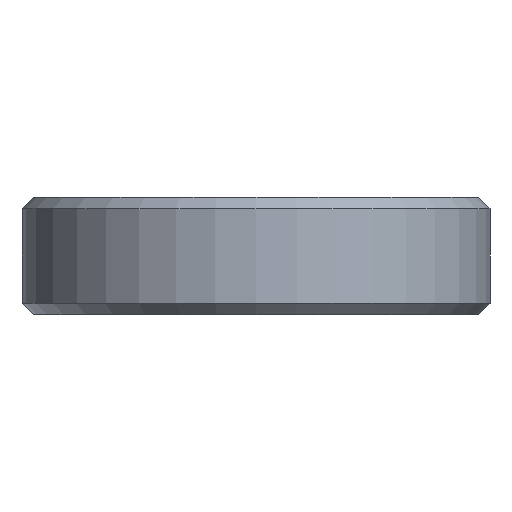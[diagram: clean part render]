
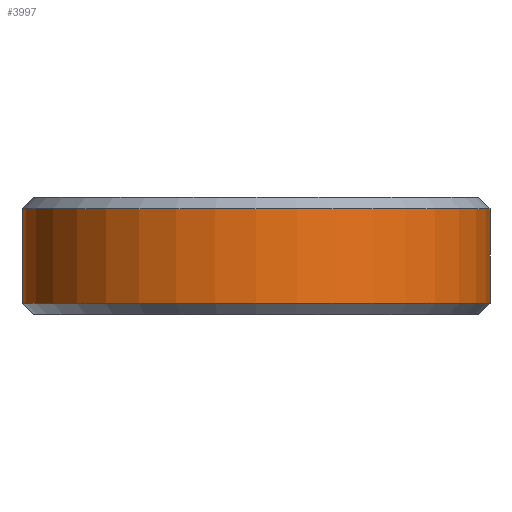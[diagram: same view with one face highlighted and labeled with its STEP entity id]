
A CAD part, left-side view. The second image highlights one B-rep face of the part: STEP entity #3997.
In plain terms, the highlighted cylindrical face has radius 6.25 mm (diameter 12.5 mm), a partial arc.
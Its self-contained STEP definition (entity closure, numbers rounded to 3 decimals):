
#972 = CONICAL_SURFACE('',#973,6.25,0.785);
#973 = AXIS2_PLACEMENT_3D('',#974,#975,#976);
#974 = CARTESIAN_POINT('',(0.,0.,0.3));
#975 = DIRECTION('',(0.,0.,1.));
#976 = DIRECTION('',(0.,1.,0.));
#2013 = VERTEX_POINT('',#2014);
#2014 = CARTESIAN_POINT('',(0.,-6.25,0.3));
#2049 = PLANE('',#2050);
#2050 = AXIS2_PLACEMENT_3D('',#2051,#2052,#2053);
#2051 = CARTESIAN_POINT('',(137.5,-6.25,0.));
#2052 = DIRECTION('',(0.,-1.,0.));
#2053 = DIRECTION('',(-1.,0.,0.));
#2068 = VERTEX_POINT('',#2069);
#2069 = CARTESIAN_POINT('',(0.,6.25,0.3));
#2083 = PLANE('',#2084);
#2084 = AXIS2_PLACEMENT_3D('',#2085,#2086,#2087);
#2085 = CARTESIAN_POINT('',(137.5,6.25,0.));
#2086 = DIRECTION('',(0.,-1.,0.));
#2087 = DIRECTION('',(-1.,0.,0.));
#2120 = EDGE_CURVE('',#2068,#2013,#2121,.T.);
#2121 = SURFACE_CURVE('',#2122,(#2127,#2134),.PCURVE_S1.);
#2122 = CIRCLE('',#2123,6.25);
#2123 = AXIS2_PLACEMENT_3D('',#2124,#2125,#2126);
#2124 = CARTESIAN_POINT('',(0.,0.,0.3));
#2125 = DIRECTION('',(0.,-0.,1.));
#2126 = DIRECTION('',(0.,1.,0.));
#2127 = PCURVE('',#972,#2128);
#2128 = DEFINITIONAL_REPRESENTATION('',(#2129),#2133);
#2129 = LINE('',#2130,#2131);
#2130 = CARTESIAN_POINT('',(0.,-0.));
#2131 = VECTOR('',#2132,1.);
#2132 = DIRECTION('',(1.,-0.));
#2133 = ( GEOMETRIC_REPRESENTATION_CONTEXT(2) 
PARAMETRIC_REPRESENTATION_CONTEXT() REPRESENTATION_CONTEXT('2D SPACE',''
  ) );
#2134 = PCURVE('',#2135,#2140);
#2135 = CYLINDRICAL_SURFACE('',#2136,6.25);
#2136 = AXIS2_PLACEMENT_3D('',#2137,#2138,#2139);
#2137 = CARTESIAN_POINT('',(0.,0.,0.));
#2138 = DIRECTION('',(-0.,-0.,-1.));
#2139 = DIRECTION('',(1.,0.,0.));
#2140 = DEFINITIONAL_REPRESENTATION('',(#2141),#2145);
#2141 = LINE('',#2142,#2143);
#2142 = CARTESIAN_POINT('',(-1.571,-0.3));
#2143 = VECTOR('',#2144,1.);
#2144 = DIRECTION('',(-1.,0.));
#2145 = ( GEOMETRIC_REPRESENTATION_CONTEXT(2) 
PARAMETRIC_REPRESENTATION_CONTEXT() REPRESENTATION_CONTEXT('2D SPACE',''
  ) );
#3895 = VERTEX_POINT('',#3896);
#3896 = CARTESIAN_POINT('',(0.,-6.25,2.825));
#3922 = EDGE_CURVE('',#2013,#3895,#3923,.T.);
#3923 = SURFACE_CURVE('',#3924,(#3928,#3935),.PCURVE_S1.);
#3924 = LINE('',#3925,#3926);
#3925 = CARTESIAN_POINT('',(0.,-6.25,0.));
#3926 = VECTOR('',#3927,1.);
#3927 = DIRECTION('',(0.,0.,1.));
#3928 = PCURVE('',#2049,#3929);
#3929 = DEFINITIONAL_REPRESENTATION('',(#3930),#3934);
#3930 = LINE('',#3931,#3932);
#3931 = CARTESIAN_POINT('',(137.5,0.));
#3932 = VECTOR('',#3933,1.);
#3933 = DIRECTION('',(0.,-1.));
#3934 = ( GEOMETRIC_REPRESENTATION_CONTEXT(2) 
PARAMETRIC_REPRESENTATION_CONTEXT() REPRESENTATION_CONTEXT('2D SPACE',''
  ) );
#3935 = PCURVE('',#2135,#3936);
#3936 = DEFINITIONAL_REPRESENTATION('',(#3937),#3941);
#3937 = LINE('',#3938,#3939);
#3938 = CARTESIAN_POINT('',(-4.712,0.));
#3939 = VECTOR('',#3940,1.);
#3940 = DIRECTION('',(-0.,-1.));
#3941 = ( GEOMETRIC_REPRESENTATION_CONTEXT(2) 
PARAMETRIC_REPRESENTATION_CONTEXT() REPRESENTATION_CONTEXT('2D SPACE',''
  ) );
#3949 = VERTEX_POINT('',#3950);
#3950 = CARTESIAN_POINT('',(0.,6.25,2.825));
#3976 = EDGE_CURVE('',#2068,#3949,#3977,.T.);
#3977 = SURFACE_CURVE('',#3978,(#3982,#3989),.PCURVE_S1.);
#3978 = LINE('',#3979,#3980);
#3979 = CARTESIAN_POINT('',(0.,6.25,0.));
#3980 = VECTOR('',#3981,1.);
#3981 = DIRECTION('',(0.,0.,1.));
#3982 = PCURVE('',#2083,#3983);
#3983 = DEFINITIONAL_REPRESENTATION('',(#3984),#3988);
#3984 = LINE('',#3985,#3986);
#3985 = CARTESIAN_POINT('',(137.5,0.));
#3986 = VECTOR('',#3987,1.);
#3987 = DIRECTION('',(0.,-1.));
#3988 = ( GEOMETRIC_REPRESENTATION_CONTEXT(2) 
PARAMETRIC_REPRESENTATION_CONTEXT() REPRESENTATION_CONTEXT('2D SPACE',''
  ) );
#3989 = PCURVE('',#2135,#3990);
#3990 = DEFINITIONAL_REPRESENTATION('',(#3991),#3995);
#3991 = LINE('',#3992,#3993);
#3992 = CARTESIAN_POINT('',(-1.571,0.));
#3993 = VECTOR('',#3994,1.);
#3994 = DIRECTION('',(-0.,-1.));
#3995 = ( GEOMETRIC_REPRESENTATION_CONTEXT(2) 
PARAMETRIC_REPRESENTATION_CONTEXT() REPRESENTATION_CONTEXT('2D SPACE',''
  ) );
#3997 = ADVANCED_FACE('',(#3998),#2135,.T.);
#3998 = FACE_BOUND('',#3999,.F.);
#3999 = EDGE_LOOP('',(#4000,#4001,#4028,#4029));
#4000 = ORIENTED_EDGE('',*,*,#3976,.T.);
#4001 = ORIENTED_EDGE('',*,*,#4002,.T.);
#4002 = EDGE_CURVE('',#3949,#3895,#4003,.T.);
#4003 = SURFACE_CURVE('',#4004,(#4009,#4016),.PCURVE_S1.);
#4004 = CIRCLE('',#4005,6.25);
#4005 = AXIS2_PLACEMENT_3D('',#4006,#4007,#4008);
#4006 = CARTESIAN_POINT('',(0.,0.,2.825));
#4007 = DIRECTION('',(0.,-0.,1.));
#4008 = DIRECTION('',(0.,1.,0.));
#4009 = PCURVE('',#2135,#4010);
#4010 = DEFINITIONAL_REPRESENTATION('',(#4011),#4015);
#4011 = LINE('',#4012,#4013);
#4012 = CARTESIAN_POINT('',(-1.571,-2.825));
#4013 = VECTOR('',#4014,1.);
#4014 = DIRECTION('',(-1.,0.));
#4015 = ( GEOMETRIC_REPRESENTATION_CONTEXT(2) 
PARAMETRIC_REPRESENTATION_CONTEXT() REPRESENTATION_CONTEXT('2D SPACE',''
  ) );
#4016 = PCURVE('',#4017,#4022);
#4017 = CONICAL_SURFACE('',#4018,6.25,0.785);
#4018 = AXIS2_PLACEMENT_3D('',#4019,#4020,#4021);
#4019 = CARTESIAN_POINT('',(0.,0.,2.825));
#4020 = DIRECTION('',(-0.,-0.,-1.));
#4021 = DIRECTION('',(0.,1.,0.));
#4022 = DEFINITIONAL_REPRESENTATION('',(#4023),#4027);
#4023 = LINE('',#4024,#4025);
#4024 = CARTESIAN_POINT('',(-0.,-0.));
#4025 = VECTOR('',#4026,1.);
#4026 = DIRECTION('',(-1.,-0.));
#4027 = ( GEOMETRIC_REPRESENTATION_CONTEXT(2) 
PARAMETRIC_REPRESENTATION_CONTEXT() REPRESENTATION_CONTEXT('2D SPACE',''
  ) );
#4028 = ORIENTED_EDGE('',*,*,#3922,.F.);
#4029 = ORIENTED_EDGE('',*,*,#2120,.F.);
